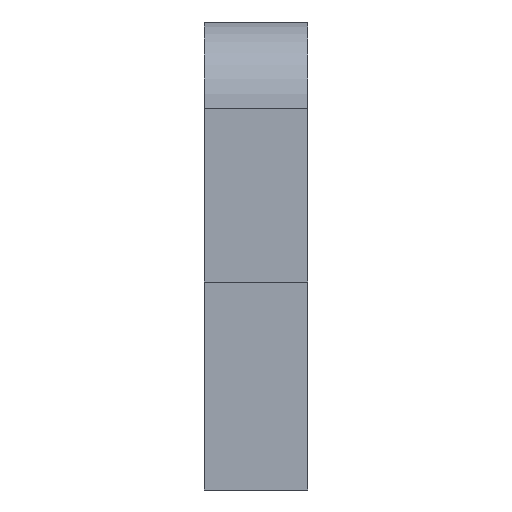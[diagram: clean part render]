
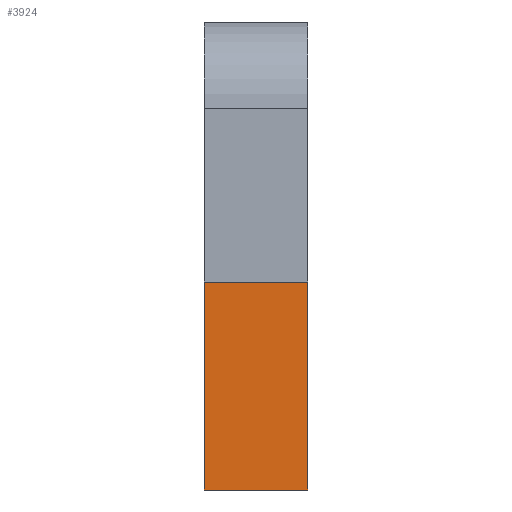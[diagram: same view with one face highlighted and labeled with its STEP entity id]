
A CAD part, left-side view. The second image highlights one B-rep face of the part: STEP entity #3924.
In plain terms, the highlighted planar face has unit normal (-1, 0, 0).
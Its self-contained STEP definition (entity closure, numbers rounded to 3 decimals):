
#33=CARTESIAN_POINT('',(0.0,0.0,0.0));
#34=DIRECTION('',(0.0,1.0,0.0));
#35=DIRECTION('',(0.0,-0.0,1.0));
#36=AXIS2_PLACEMENT_3D('',#33,#34,#35);
#37=PLANE('',#36);
#41=(GEOMETRIC_REPRESENTATION_CONTEXT(2)PARAMETRIC_REPRESENTATION_CONTEXT()REPRESENTATION_CONTEXT('',''));
#82=CARTESIAN_POINT('',(0.0,6.0,0.0));
#83=DIRECTION('',(0.0,1.0,0.0));
#84=DIRECTION('',(0.0,-0.0,1.0));
#85=AXIS2_PLACEMENT_3D('',#82,#83,#84);
#86=PLANE('',#85);
#3754=CARTESIAN_POINT('',(0.0,6.0,-6.258));
#3755=DIRECTION('',(0.0,0.0,-1.0));
#3756=DIRECTION('',(-1.0,0.0,0.0));
#3757=AXIS2_PLACEMENT_3D('',#3754,#3755,#3756);
#3758=PLANE('',#3757);
#3797=CARTESIAN_POINT('',(-103.977,0.0,-6.258));
#3798=VERTEX_POINT('',#3797);
#3816=CARTESIAN_POINT('',(-103.977,6.0,-6.258));
#3817=VERTEX_POINT('',#3816);
#3818=CARTESIAN_POINT('',(-103.977,6.0,0.0));
#3819=DIRECTION('',(1.0,0.0,0.0));
#3820=DIRECTION('',(0.0,0.0,-1.0));
#3821=AXIS2_PLACEMENT_3D('',#3818,#3819,#3820);
#3822=PLANE('',#3821);
#3823=CARTESIAN_POINT('',(103.977,0.0));
#3824=CARTESIAN_POINT('',(103.977,-6.0));
#3825=B_SPLINE_CURVE_WITH_KNOTS('',1,(#3823,#3824),.UNSPECIFIED.,.F.,.F.,(2,2),(0.0,0.006),.UNSPECIFIED.);
#3826=DEFINITIONAL_REPRESENTATION('',(#3825),#41);
#3827=PCURVE('',#3758,#3826);
#3828=CARTESIAN_POINT('',(6.258,0.0));
#3829=CARTESIAN_POINT('',(6.258,-6.0));
#3830=B_SPLINE_CURVE_WITH_KNOTS('',1,(#3828,#3829),.UNSPECIFIED.,.F.,.F.,(2,2),(0.0,0.006),.UNSPECIFIED.);
#3831=DEFINITIONAL_REPRESENTATION('',(#3830),#41);
#3832=PCURVE('',#3822,#3831);
#3833=CARTESIAN_POINT('',(-103.977,6.0,-6.258));
#3834=DIRECTION('',(0.0,-1.0,0.0));
#3835=VECTOR('',#3834,6.0);
#3836=LINE('',#3833,#3835);
#3837=INTERSECTION_CURVE('',#3836,(#3827,#3832),.PCURVE_S1.);
#3838=EDGE_CURVE('',#3817,#3798,#3837,.T.);
#3861=CARTESIAN_POINT('',(-103.977,0.0,5.742));
#3862=VERTEX_POINT('',#3861);
#3863=CARTESIAN_POINT('',(6.258,-6.0));
#3864=CARTESIAN_POINT('',(-5.742,-6.0));
#3865=B_SPLINE_CURVE_WITH_KNOTS('',1,(#3863,#3864),.UNSPECIFIED.,.F.,.F.,(2,2),(-0.006,0.006),.UNSPECIFIED.);
#3866=DEFINITIONAL_REPRESENTATION('',(#3865),#41);
#3867=PCURVE('',#3822,#3866);
#3868=CARTESIAN_POINT('',(-6.258,-103.977));
#3869=CARTESIAN_POINT('',(5.742,-103.977));
#3870=B_SPLINE_CURVE_WITH_KNOTS('',1,(#3868,#3869),.UNSPECIFIED.,.F.,.F.,(2,2),(-0.006,0.006),.UNSPECIFIED.);
#3871=DEFINITIONAL_REPRESENTATION('',(#3870),#41);
#3872=PCURVE('',#37,#3871);
#3873=CARTESIAN_POINT('',(-103.977,0.0,-6.258));
#3874=DIRECTION('',(0.0,0.0,1.0));
#3875=VECTOR('',#3874,12.0);
#3876=LINE('',#3873,#3875);
#3877=INTERSECTION_CURVE('',#3876,(#3867,#3872),.PCURVE_S1.);
#3878=EDGE_CURVE('',#3798,#3862,#3877,.T.);
#3879=ORIENTED_EDGE('',*,*,#3878,.T.);
#3880=CARTESIAN_POINT('',(-103.977,6.0,5.742));
#3881=VERTEX_POINT('',#3880);
#3882=CARTESIAN_POINT('',(0.,6.0,5.742));
#3883=DIRECTION('',(0.,0.0,-1.0));
#3884=DIRECTION('',(-1.0,0.0,0.));
#3885=AXIS2_PLACEMENT_3D('',#3882,#3883,#3884);
#3886=PLANE('',#3885);
#3887=CARTESIAN_POINT('',(-5.742,0.0));
#3888=CARTESIAN_POINT('',(-5.742,-6.0));
#3889=B_SPLINE_CURVE_WITH_KNOTS('',1,(#3887,#3888),.UNSPECIFIED.,.F.,.F.,(2,2),(0.0,0.006),.UNSPECIFIED.);
#3890=DEFINITIONAL_REPRESENTATION('',(#3889),#41);
#3891=PCURVE('',#3822,#3890);
#3892=CARTESIAN_POINT('',(103.977,0.0));
#3893=CARTESIAN_POINT('',(103.977,-6.0));
#3894=B_SPLINE_CURVE_WITH_KNOTS('',1,(#3892,#3893),.UNSPECIFIED.,.F.,.F.,(2,2),(0.0,0.006),.UNSPECIFIED.);
#3895=DEFINITIONAL_REPRESENTATION('',(#3894),#41);
#3896=PCURVE('',#3886,#3895);
#3897=CARTESIAN_POINT('',(-103.977,6.0,5.742));
#3898=DIRECTION('',(0.0,-1.0,0.0));
#3899=VECTOR('',#3898,6.0);
#3900=LINE('',#3897,#3899);
#3901=INTERSECTION_CURVE('',#3900,(#3891,#3896),.PCURVE_S1.);
#3902=EDGE_CURVE('',#3881,#3862,#3901,.T.);
#3903=ORIENTED_EDGE('',*,*,#3902,.F.);
#3904=CARTESIAN_POINT('',(6.258,0.0));
#3905=CARTESIAN_POINT('',(-5.742,0.0));
#3906=B_SPLINE_CURVE_WITH_KNOTS('',1,(#3904,#3905),.UNSPECIFIED.,.F.,.F.,(2,2),(-0.006,0.006),.UNSPECIFIED.);
#3907=DEFINITIONAL_REPRESENTATION('',(#3906),#41);
#3908=PCURVE('',#3822,#3907);
#3909=CARTESIAN_POINT('',(-6.258,-103.977));
#3910=CARTESIAN_POINT('',(5.742,-103.977));
#3911=B_SPLINE_CURVE_WITH_KNOTS('',1,(#3909,#3910),.UNSPECIFIED.,.F.,.F.,(2,2),(-0.006,0.006),.UNSPECIFIED.);
#3912=DEFINITIONAL_REPRESENTATION('',(#3911),#41);
#3913=PCURVE('',#86,#3912);
#3914=CARTESIAN_POINT('',(-103.977,6.0,-6.258));
#3915=DIRECTION('',(0.0,0.0,1.0));
#3916=VECTOR('',#3915,12.0);
#3917=LINE('',#3914,#3916);
#3918=INTERSECTION_CURVE('',#3917,(#3908,#3913),.PCURVE_S1.);
#3919=EDGE_CURVE('',#3817,#3881,#3918,.T.);
#3920=ORIENTED_EDGE('',*,*,#3919,.F.);
#3921=ORIENTED_EDGE('',*,*,#3838,.T.);
#3922=EDGE_LOOP('',(#3879,#3903,#3920,#3921));
#3923=FACE_BOUND('',#3922,.T.);
#3924=ADVANCED_FACE('',(#3923),#3822,.F.);
